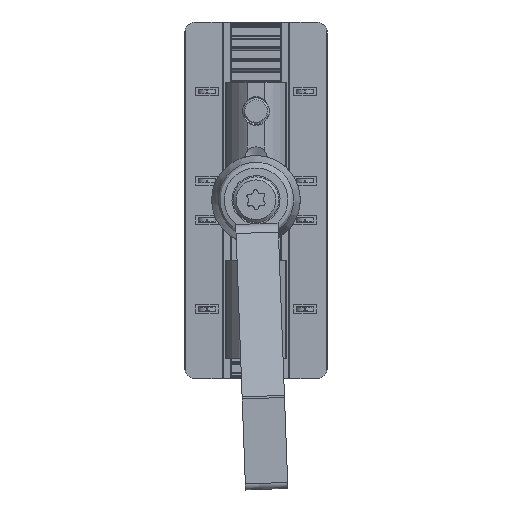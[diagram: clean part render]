
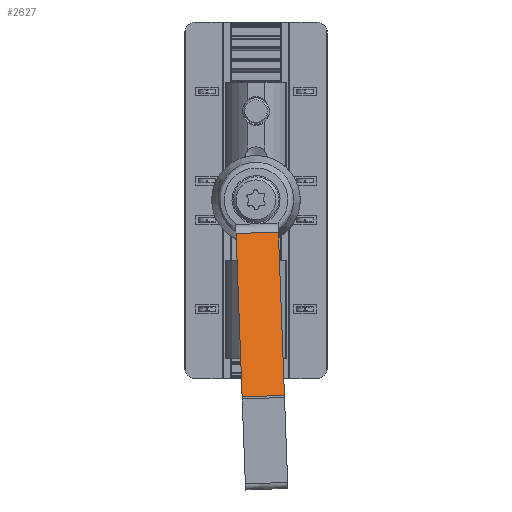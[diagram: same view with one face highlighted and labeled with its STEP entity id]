
A CAD part, top view. The second image highlights one B-rep face of the part: STEP entity #2627.
In plain terms, the highlighted face is planar.
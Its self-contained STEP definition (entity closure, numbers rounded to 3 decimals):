
#1264 = DIRECTION ( 'NONE',  ( -0.948, -0.318, 0. ) ) ;
#1604 = LINE ( 'NONE', #2548, #18039 ) ;
#1758 = VERTEX_POINT ( 'NONE', #8837 ) ;
#1791 = EDGE_CURVE ( 'NONE', #10605, #1758, #1604, .T. ) ;
#2532 = ORIENTED_EDGE ( 'NONE', *, *, #1791, .F. ) ;
#2548 = CARTESIAN_POINT ( 'NONE',  ( 44.107, 41.459, 4.75 ) ) ;
#2627 = ADVANCED_FACE ( 'NONE', ( #5776 ), #10612, .F. ) ;
#2730 = CARTESIAN_POINT ( 'NONE',  ( 44.107, 41.459, 4.75 ) ) ;
#4311 = DIRECTION ( 'NONE',  ( 0.948, 0.318, 0. ) ) ;
#4908 = VERTEX_POINT ( 'NONE', #18512 ) ;
#5776 = FACE_OUTER_BOUND ( 'NONE', #20191, .T. ) ;
#7689 = EDGE_CURVE ( 'NONE', #9967, #4908, #12395, .T. ) ;
#8527 = CARTESIAN_POINT ( 'NONE',  ( 44.107, 41.459, 4.75 ) ) ;
#8837 = CARTESIAN_POINT ( 'NONE',  ( 7.411, 29.152, 4.75 ) ) ;
#9189 = CARTESIAN_POINT ( 'NONE',  ( 44.107, 41.459, -4.75 ) ) ;
#9278 = CARTESIAN_POINT ( 'NONE',  ( 44.107, 41.459, 4.75 ) ) ;
#9427 = VECTOR ( 'NONE', #15619, 1000. ) ;
#9967 = VERTEX_POINT ( 'NONE', #11108 ) ;
#10605 = VERTEX_POINT ( 'NONE', #9278 ) ;
#10612 = PLANE ( 'NONE',  #20612 ) ;
#11108 = CARTESIAN_POINT ( 'NONE',  ( 44.107, 41.459, -4.75 ) ) ;
#11204 = VECTOR ( 'NONE', #14909, 1000. ) ;
#11873 = VECTOR ( 'NONE', #1264, 1000. ) ;
#12183 = LINE ( 'NONE', #20458, #9427 ) ;
#12395 = LINE ( 'NONE', #9189, #11873 ) ;
#13309 = ORIENTED_EDGE ( 'NONE', *, *, #14363, .F. ) ;
#13539 = EDGE_CURVE ( 'NONE', #9967, #10605, #15427, .T. ) ;
#13703 = DIRECTION ( 'NONE',  ( -0.948, -0.318, 0. ) ) ;
#13882 = DIRECTION ( 'NONE',  ( 0.318, -0.948, 0. ) ) ;
#14139 = ORIENTED_EDGE ( 'NONE', *, *, #7689, .T. ) ;
#14363 = EDGE_CURVE ( 'NONE', #1758, #4908, #12183, .T. ) ;
#14408 = ORIENTED_EDGE ( 'NONE', *, *, #13539, .F. ) ;
#14909 = DIRECTION ( 'NONE',  ( 0., 0., 1. ) ) ;
#15427 = LINE ( 'NONE', #8527, #11204 ) ;
#15619 = DIRECTION ( 'NONE',  ( 0., 0., -1. ) ) ;
#18039 = VECTOR ( 'NONE', #13703, 1000. ) ;
#18512 = CARTESIAN_POINT ( 'NONE',  ( 7.411, 29.152, -4.75 ) ) ;
#20191 = EDGE_LOOP ( 'NONE', ( #13309, #2532, #14408, #14139 ) ) ;
#20458 = CARTESIAN_POINT ( 'NONE',  ( 7.411, 29.152, 4.75 ) ) ;
#20612 = AXIS2_PLACEMENT_3D ( 'NONE', #2730, #13882, #4311 ) ;
